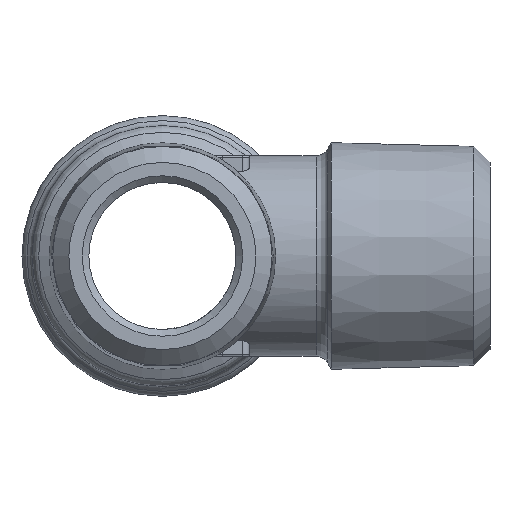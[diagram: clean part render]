
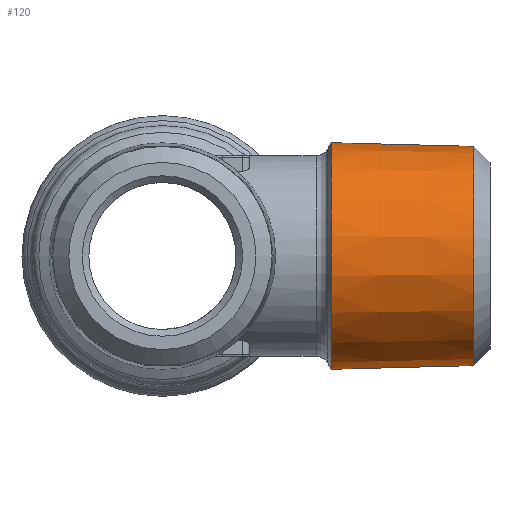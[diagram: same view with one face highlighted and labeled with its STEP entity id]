
A CAD part, left-side view. The second image highlights one B-rep face of the part: STEP entity #120.
In plain terms, the highlighted conical face has half-angle 1.47 degrees and reference radius 8.5 mm.
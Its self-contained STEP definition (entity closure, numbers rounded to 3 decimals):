
#120 = ADVANCED_FACE( 'NONE', ( #304, #305 ), #306, .T. );
#304 = FACE_OUTER_BOUND( '', #790, .T. );
#305 = FACE_BOUND( '', #791, .T. );
#306 = CONICAL_SURFACE( '', #792, 8.5, 0.026 );
#790 = EDGE_LOOP( '', ( #1484 ) );
#791 = EDGE_LOOP( '', ( #1485 ) );
#792 = AXIS2_PLACEMENT_3D( '', #1486, #1487, #1488 );
#1484 = ORIENTED_EDGE( '', *, *, #2084, .F. );
#1485 = ORIENTED_EDGE( '', *, *, #2146, .F. );
#1486 = CARTESIAN_POINT( '', ( 0., -11.5, 0. ) );
#1487 = DIRECTION( '', ( 0., 1., 0. ) );
#1488 = DIRECTION( '', ( 0., 0., 1. ) );
#2084 = EDGE_CURVE( 'NONE', #2436, #2436, #2437, .T. );
#2146 = EDGE_CURVE( 'NONE', #2537, #2537, #2538, .T. );
#2436 = VERTEX_POINT( '', #3223 );
#2437 = CIRCLE( '', #3224, 8.471 );
#2537 = VERTEX_POINT( '', #3374 );
#2538 = CIRCLE( '', #3375, 8.198 );
#3223 = CARTESIAN_POINT( '', ( 0., -12.638, 8.471 ) );
#3224 = AXIS2_PLACEMENT_3D( '', #3722, #3723, #3724 );
#3374 = CARTESIAN_POINT( '', ( 0., -23.3, -8.198 ) );
#3375 = AXIS2_PLACEMENT_3D( '', #3843, #3844, #3845 );
#3722 = CARTESIAN_POINT( '', ( 0., -12.638, 0. ) );
#3723 = DIRECTION( '', ( 0., 1., 0. ) );
#3724 = DIRECTION( '', ( 0., 0., 1. ) );
#3843 = CARTESIAN_POINT( '', ( 0., -23.3, 0. ) );
#3844 = DIRECTION( '', ( 0., -1., 0. ) );
#3845 = DIRECTION( '', ( 0., 0., -1. ) );
